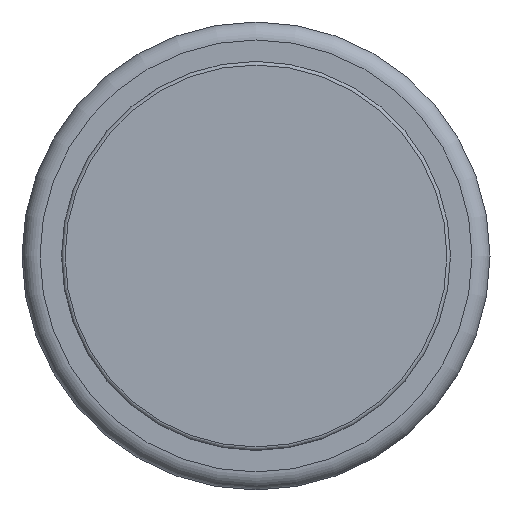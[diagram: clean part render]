
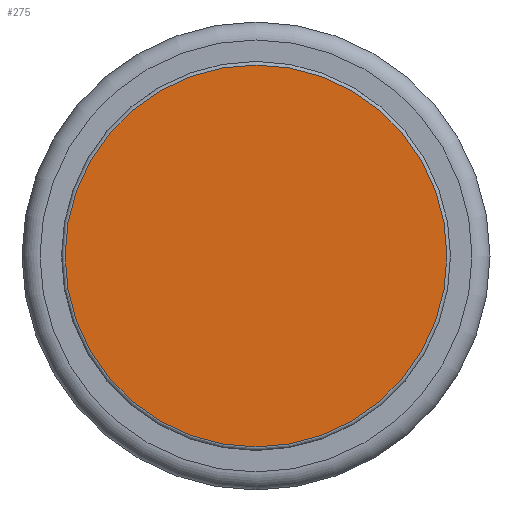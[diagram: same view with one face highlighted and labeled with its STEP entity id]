
A CAD part, top view. The second image highlights one B-rep face of the part: STEP entity #275.
In plain terms, the highlighted planar face has unit normal (0, 0, 1).
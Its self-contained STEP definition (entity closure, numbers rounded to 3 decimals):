
#275 = ADVANCED_FACE( '', ( #610 ), #611, .F. );
#610 = FACE_OUTER_BOUND( '', #1075, .T. );
#611 = PLANE( '', #1076 );
#1075 = EDGE_LOOP( '', ( #1723 ) );
#1076 = AXIS2_PLACEMENT_3D( '', #1724, #1725, #1726 );
#1723 = ORIENTED_EDGE( '', *, *, #2221, .T. );
#1724 = CARTESIAN_POINT( '', ( 10.8, 0., 110. ) );
#1725 = DIRECTION( '', ( 0., 0., -1. ) );
#1726 = DIRECTION( '', ( 1., 0., 0. ) );
#2221 = EDGE_CURVE( '', #2617, #2617, #2618, .F. );
#2617 = VERTEX_POINT( '', #3342 );
#2618 = CIRCLE( '', #3343, 10.6 );
#3342 = CARTESIAN_POINT( '', ( 10.6, 0., 110. ) );
#3343 = AXIS2_PLACEMENT_3D( '', #3806, #3807, #3808 );
#3806 = CARTESIAN_POINT( '', ( 0., 0., 110. ) );
#3807 = DIRECTION( '', ( 0., 0., -1. ) );
#3808 = DIRECTION( '', ( 1., 0., 0. ) );
